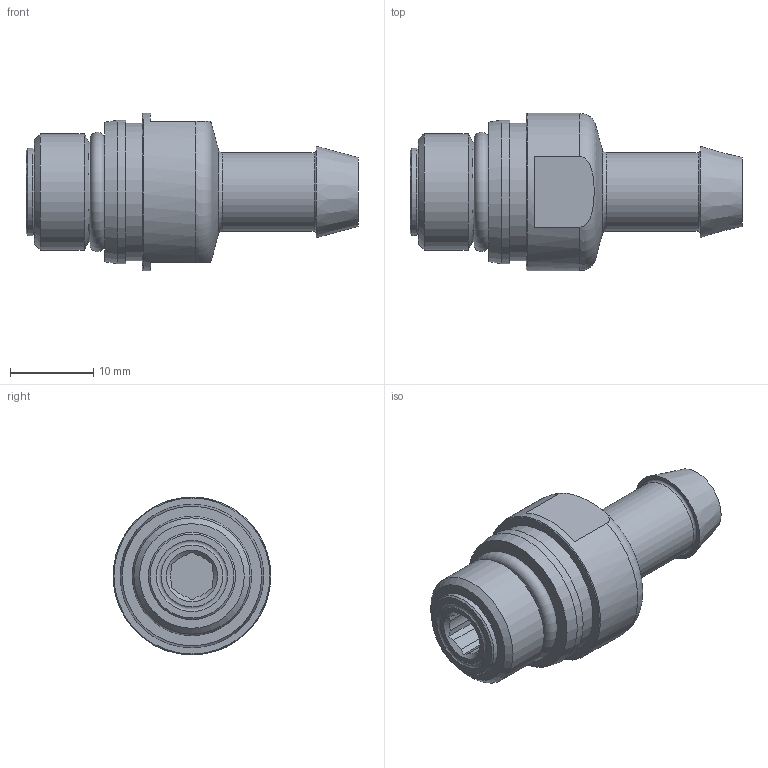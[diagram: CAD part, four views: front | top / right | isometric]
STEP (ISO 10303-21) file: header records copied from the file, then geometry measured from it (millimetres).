
FILE_DESCRIPTION(/* description */ ('Unknown'),/* implementation_level */ '2;1');
FILE_NAME(/* name */ '200163351 ',/* time_stamp */ '2020-10-06T08:10:25+02:00',/* author */ ('Unknown'),/* organization */ ('Unknown'),/* preprocessor_version */ 'ST-DEVELOPER v16.7',/* originating_system */ 'Solid Edge',/* authorisation */ 'Unknown');
FILE_SCHEMA (('AUTOMOTIVE_DESIGN {1 0 10303 214 3 1 1}'));
Length unit declared in the file: millimetre
Products named in the file (1): Part1
Bounding box: 40 x 18.98 x 19 mm (x, y, z)
Volume: 5599.8 mm3; surface area: 2649.7 mm2
Topology: 1 solids, 1 shells, 62 faces, 144 edges, 92 vertices
Faces by surface type: plane 26, cylinder 18, cone 13, torus 5
Full cylindrical faces by diameter (mm): 6.5 x1, 8 x1, 8.82 x2, 9.5 x1, 10.5 x1, 12 x2, 14 x1, 16.6 x1, 17.3 x1, 19 x1
Entity records: 2024 total; most frequent: CARTESIAN_POINT 344, DIRECTION 256, ORIENTED_EDGE 206, AXIS2_PLACEMENT_3D 116, EDGE_CURVE 103, FACE_BOUND 101, EDGE_LOOP 100, VERTEX_POINT 82
